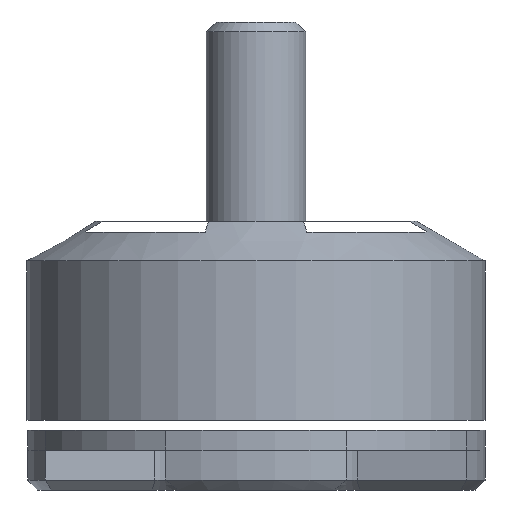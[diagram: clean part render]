
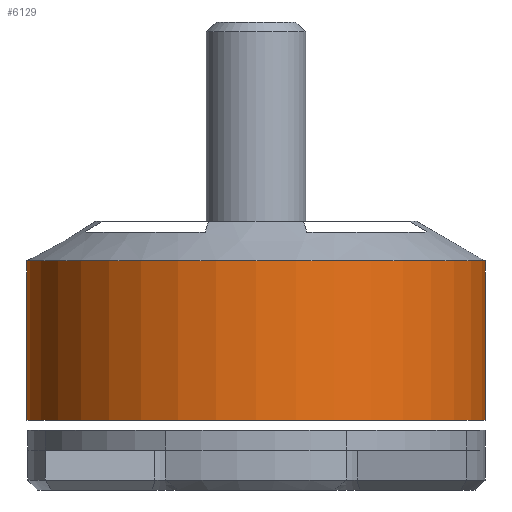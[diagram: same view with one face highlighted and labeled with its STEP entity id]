
A CAD part, front view. The second image highlights one B-rep face of the part: STEP entity #6129.
In plain terms, the highlighted cylindrical face has radius 11.5 mm (diameter 23 mm), a full revolution.
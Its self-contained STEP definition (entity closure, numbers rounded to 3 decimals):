
#5538 = CONICAL_SURFACE('',#5539,11.5,1.047);
#5539 = AXIS2_PLACEMENT_3D('',#5540,#5541,#5542);
#5540 = CARTESIAN_POINT('',(0.,0.,11.5));
#5541 = DIRECTION('',(-0.,-0.,-1.));
#5542 = DIRECTION('',(1.,0.,0.));
#5831 = VERTEX_POINT('',#5832);
#5832 = CARTESIAN_POINT('',(11.5,0.,11.5));
#5853 = EDGE_CURVE('',#5831,#5831,#5854,.T.);
#5854 = SURFACE_CURVE('',#5855,(#5860,#5867),.PCURVE_S1.);
#5855 = CIRCLE('',#5856,11.5);
#5856 = AXIS2_PLACEMENT_3D('',#5857,#5858,#5859);
#5857 = CARTESIAN_POINT('',(0.,0.,11.5));
#5858 = DIRECTION('',(0.,-0.,1.));
#5859 = DIRECTION('',(1.,0.,0.));
#5860 = PCURVE('',#5538,#5861);
#5861 = DEFINITIONAL_REPRESENTATION('',(#5862),#5866);
#5862 = LINE('',#5863,#5864);
#5863 = CARTESIAN_POINT('',(-0.,-0.));
#5864 = VECTOR('',#5865,1.);
#5865 = DIRECTION('',(-1.,-0.));
#5866 = ( GEOMETRIC_REPRESENTATION_CONTEXT(2) 
PARAMETRIC_REPRESENTATION_CONTEXT() REPRESENTATION_CONTEXT('2D SPACE',''
  ) );
#5867 = PCURVE('',#5868,#5873);
#5868 = CYLINDRICAL_SURFACE('',#5869,11.5);
#5869 = AXIS2_PLACEMENT_3D('',#5870,#5871,#5872);
#5870 = CARTESIAN_POINT('',(0.,0.,3.5));
#5871 = DIRECTION('',(0.,0.,1.));
#5872 = DIRECTION('',(1.,0.,0.));
#5873 = DEFINITIONAL_REPRESENTATION('',(#5874),#5878);
#5874 = LINE('',#5875,#5876);
#5875 = CARTESIAN_POINT('',(0.,8.));
#5876 = VECTOR('',#5877,1.);
#5877 = DIRECTION('',(1.,0.));
#5878 = ( GEOMETRIC_REPRESENTATION_CONTEXT(2) 
PARAMETRIC_REPRESENTATION_CONTEXT() REPRESENTATION_CONTEXT('2D SPACE',''
  ) );
#6129 = ADVANCED_FACE('',(#6130),#5868,.F.);
#6130 = FACE_BOUND('',#6131,.F.);
#6131 = EDGE_LOOP('',(#6132,#6161,#6182,#6183));
#6132 = ORIENTED_EDGE('',*,*,#6133,.T.);
#6133 = EDGE_CURVE('',#6134,#6134,#6136,.T.);
#6134 = VERTEX_POINT('',#6135);
#6135 = CARTESIAN_POINT('',(11.5,0.,3.5));
#6136 = SURFACE_CURVE('',#6137,(#6142,#6149),.PCURVE_S1.);
#6137 = CIRCLE('',#6138,11.5);
#6138 = AXIS2_PLACEMENT_3D('',#6139,#6140,#6141);
#6139 = CARTESIAN_POINT('',(0.,0.,3.5));
#6140 = DIRECTION('',(0.,-0.,1.));
#6141 = DIRECTION('',(1.,0.,0.));
#6142 = PCURVE('',#5868,#6143);
#6143 = DEFINITIONAL_REPRESENTATION('',(#6144),#6148);
#6144 = LINE('',#6145,#6146);
#6145 = CARTESIAN_POINT('',(0.,0.));
#6146 = VECTOR('',#6147,1.);
#6147 = DIRECTION('',(1.,0.));
#6148 = ( GEOMETRIC_REPRESENTATION_CONTEXT(2) 
PARAMETRIC_REPRESENTATION_CONTEXT() REPRESENTATION_CONTEXT('2D SPACE',''
  ) );
#6149 = PCURVE('',#6150,#6155);
#6150 = PLANE('',#6151);
#6151 = AXIS2_PLACEMENT_3D('',#6152,#6153,#6154);
#6152 = CARTESIAN_POINT('',(0.,0.,3.5));
#6153 = DIRECTION('',(0.,0.,1.));
#6154 = DIRECTION('',(1.,0.,0.));
#6155 = DEFINITIONAL_REPRESENTATION('',(#6156),#6160);
#6156 = CIRCLE('',#6157,11.5);
#6157 = AXIS2_PLACEMENT_2D('',#6158,#6159);
#6158 = CARTESIAN_POINT('',(0.,0.));
#6159 = DIRECTION('',(1.,0.));
#6160 = ( GEOMETRIC_REPRESENTATION_CONTEXT(2) 
PARAMETRIC_REPRESENTATION_CONTEXT() REPRESENTATION_CONTEXT('2D SPACE',''
  ) );
#6161 = ORIENTED_EDGE('',*,*,#6162,.T.);
#6162 = EDGE_CURVE('',#6134,#5831,#6163,.T.);
#6163 = SEAM_CURVE('',#6164,(#6168,#6175),.PCURVE_S1.);
#6164 = LINE('',#6165,#6166);
#6165 = CARTESIAN_POINT('',(11.5,0.,3.5));
#6166 = VECTOR('',#6167,1.);
#6167 = DIRECTION('',(0.,0.,1.));
#6168 = PCURVE('',#5868,#6169);
#6169 = DEFINITIONAL_REPRESENTATION('',(#6170),#6174);
#6170 = LINE('',#6171,#6172);
#6171 = CARTESIAN_POINT('',(0.,0.));
#6172 = VECTOR('',#6173,1.);
#6173 = DIRECTION('',(0.,1.));
#6174 = ( GEOMETRIC_REPRESENTATION_CONTEXT(2) 
PARAMETRIC_REPRESENTATION_CONTEXT() REPRESENTATION_CONTEXT('2D SPACE',''
  ) );
#6175 = PCURVE('',#5868,#6176);
#6176 = DEFINITIONAL_REPRESENTATION('',(#6177),#6181);
#6177 = LINE('',#6178,#6179);
#6178 = CARTESIAN_POINT('',(6.283,0.));
#6179 = VECTOR('',#6180,1.);
#6180 = DIRECTION('',(0.,1.));
#6181 = ( GEOMETRIC_REPRESENTATION_CONTEXT(2) 
PARAMETRIC_REPRESENTATION_CONTEXT() REPRESENTATION_CONTEXT('2D SPACE',''
  ) );
#6182 = ORIENTED_EDGE('',*,*,#5853,.F.);
#6183 = ORIENTED_EDGE('',*,*,#6162,.F.);
